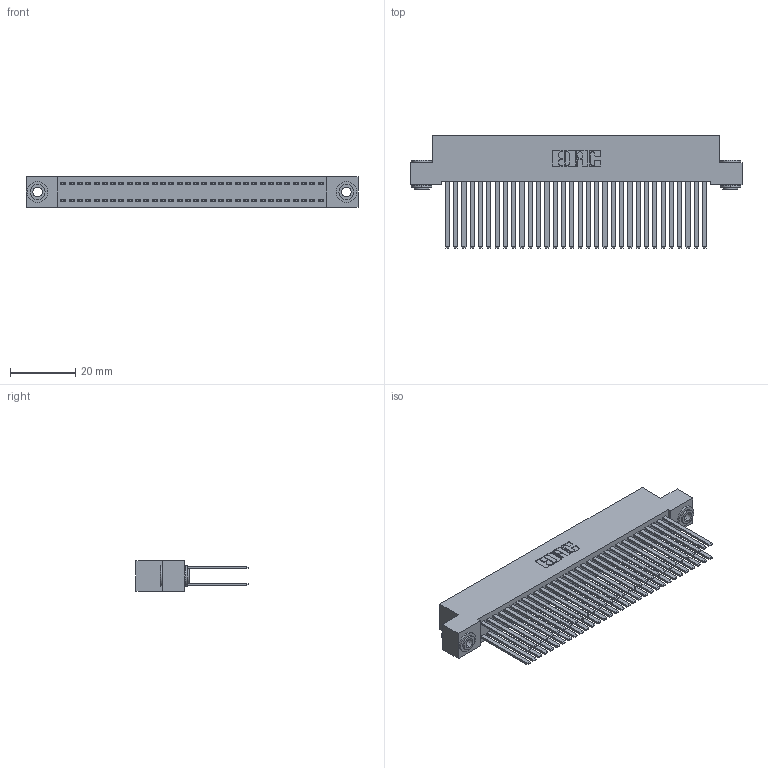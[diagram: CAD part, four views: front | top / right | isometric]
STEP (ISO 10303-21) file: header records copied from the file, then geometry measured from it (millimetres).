
FILE_DESCRIPTION (( 'STEP AP203' ), '1' );
FILE_NAME ('392-064-544-203.STEP', '2019-10-09T10:52:24', ( '' ), ( '' ), 'SwSTEP 2.0', 'SolidWorks 2016', '' );
FILE_SCHEMA (( 'CONFIG_CONTROL_DESIGN' ));
Length unit declared in the file: inch
Products named in the file (4): 392-064-544-203; 342 Part_.156 TH; 345-292-001_345-293-144; 342-250-002_345-250-002-102
Assembly tree (67 placements, depth 2):
  392-064-544-203
    342 Part_.156 TH
    345-292-001_345-293-144  x64
    342-250-002_345-250-002-102  x2
Bounding box: 101.6 x 34.3 x 9.4 mm (x, y, z)
Volume: 10001.4 mm3; surface area: 18732 mm2
Topology: 67 solids, 67 shells, 3092 faces, 9143 edges, 6006 vertices
Faces by surface type: plane 2124, cylinder 960, cone 8
Entity records: 22214 total; most frequent: CARTESIAN_POINT 3665, ORIENTED_EDGE 3594, DIRECTION 3179, EDGE_CURVE 1797, VECTOR 1649, LINE 1649, VERTEX_POINT 1194, AXIS2_PLACEMENT_3D 765
